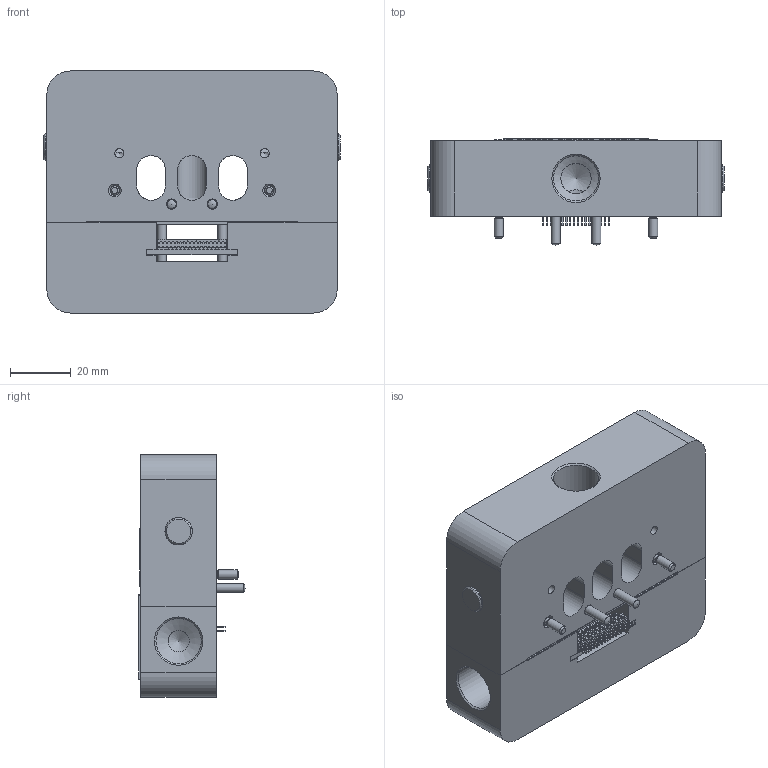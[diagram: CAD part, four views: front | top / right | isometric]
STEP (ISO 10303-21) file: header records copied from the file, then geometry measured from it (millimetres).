
FILE_DESCRIPTION(/* description */ (''),/* implementation_level */ '2;1');
FILE_NAME(/* name */ 'TBZ 5 3_8 HD44',/* time_stamp */ '2022-11-16T13:50:33+01:00',/* author */ ('rmachek'),/* organization */ ('HAFNER Pneumatika Kft.'),/* preprocessor_version */ 'ST-DEVELOPER v16.7',/* originating_system */ 'Solid Edge',/* authorisation */ 'Unknown');
FILE_SCHEMA (('AUTOMOTIVE_DESIGN {1 0 10303 214 3 1 1}'));
Products named in the file (1): TBZ 5 3_8 HD44_egysz
Bounding box: 98 x 35.05 x 80 mm (x, y, z)
Volume: 161987.2 mm3; surface area: 48950 mm2
Topology: 26 solids, 26 shells, 4180 faces, 10650 edges, 6948 vertices
Faces by surface type: plane 3683, cylinder 409, cone 62, torus 20, sphere 6
Full cylindrical faces by diameter (mm): 1.5 x10, 2.3 x2, 2.459 x4, 2.693 x2, 3 x14, 3.2 x2, 3.242 x3, 3.3 x2, 3.4 x6, 4 x2, 5.6 x2, 6 x6, 7 x12, 7.4 x2, 8 x2, 8.06 x2, 9 x2, 10 x1, 14.95 x3
Entity records: 139486 total; most frequent: CARTESIAN_POINT 21595, ORIENTED_EDGE 20784, DIRECTION 19771, EDGE_CURVE 10392, LINE 9331, VECTOR 9331, VERTEX_POINT 6866, AXIS2_PLACEMENT_3D 5220
